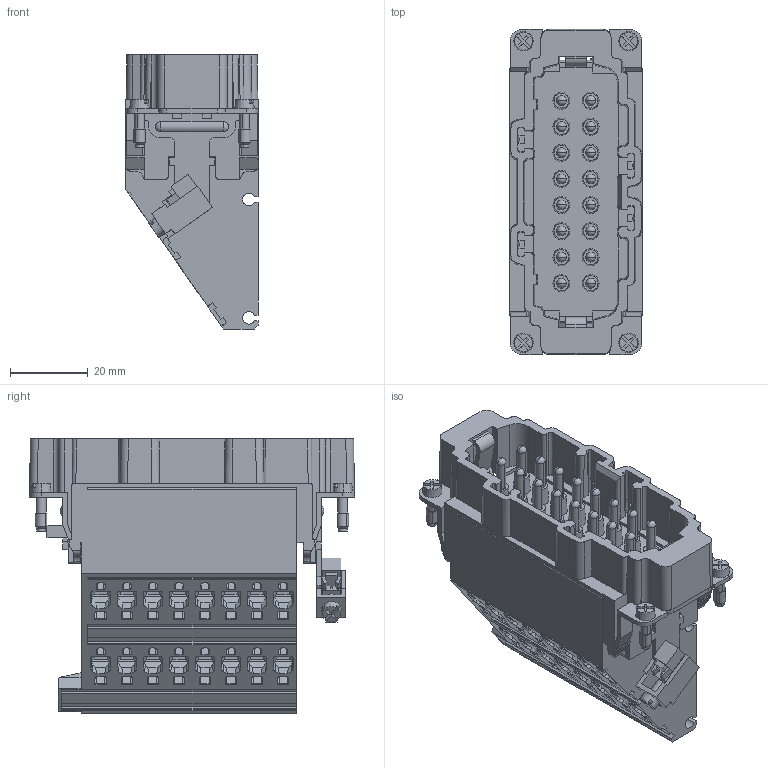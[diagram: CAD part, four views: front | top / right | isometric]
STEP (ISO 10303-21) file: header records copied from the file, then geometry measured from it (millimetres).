
FILE_DESCRIPTION(('Creo Elements/Direct Modeling STEP Export'),'2;1');
FILE_NAME('model.stp','2019-09-21T 0:21:15',(''),(''),'Creo Elements/Direct Modeling STEP processor for AP214 (Solid Model)','Creo Elements/Direct Modeling 20.1A 29-Sep-2018 (C) Parametric Technology GmbH','');
FILE_SCHEMA(('AUTOMOTIVE_DESIGN { 1 0 10303 214 1 1 1 1 }'));
Products named in the file (2): HC_B_16_A_DT_PEL_M-select
Assembly tree (1 placements, depth 2):
  HC_B_16_A_DT_PEL_M-select
    HC_B_16_A_DT_PEL_M-select
Bounding box: 34 x 83.5 x 70.45 mm (x, y, z)
Volume: 94464.3 mm3; surface area: 32636.7 mm2
Topology: 1 solids, 1 shells, 1762 faces, 4943 edges, 3229 vertices
Faces by surface type: plane 1123, cylinder 459, cone 84, extrusion 48, sphere 36, bspline 12
Entity records: 75070 total; most frequent: CARTESIAN_POINT 16037, ORIENTED_EDGE 9822, DIRECTION 8764, EDGE_CURVE 4911, VECTOR 3504, LINE 3456, VERTEX_POINT 3229, AXIS2_PLACEMENT_3D 2630
